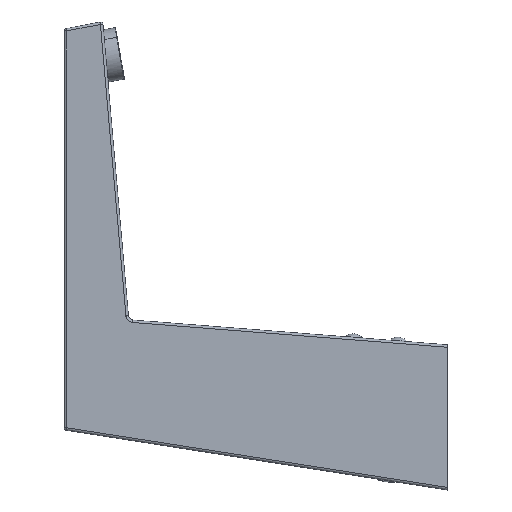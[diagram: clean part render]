
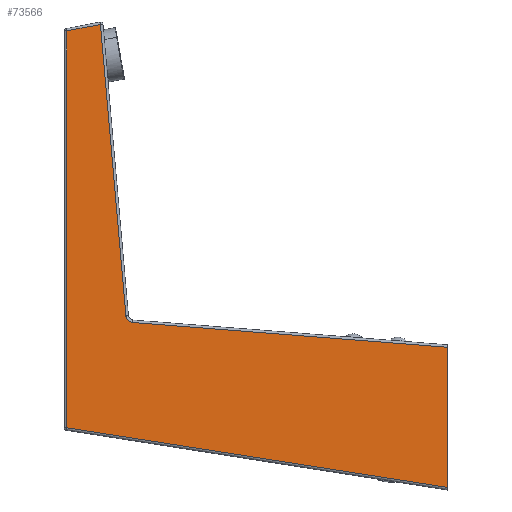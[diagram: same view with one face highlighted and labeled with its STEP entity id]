
A CAD part, left-side view. The second image highlights one B-rep face of the part: STEP entity #73566.
In plain terms, the highlighted planar face has unit normal (-1, 0.011, 0.03).
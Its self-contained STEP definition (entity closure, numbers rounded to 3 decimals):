
#2368 = DIRECTION ( 'NONE',  ( 0.031, 0.087, 0.996 ) ) ;
#2603 = LINE ( 'NONE', #61721, #4666 ) ;
#4666 = VECTOR ( 'NONE', #73966, 1000. ) ;
#7007 = CARTESIAN_POINT ( 'NONE',  ( -222.638, 479.215, 336.039 ) ) ;
#7368 = CARTESIAN_POINT ( 'NONE',  ( -223.739, 503.014, 290.958 ) ) ;
#8726 = EDGE_CURVE ( 'NONE', #84660, #66949, #15718, .T. ) ;
#12768 = ORIENTED_EDGE ( 'NONE', *, *, #21859, .T. ) ;
#13433 = ORIENTED_EDGE ( 'NONE', *, *, #61280, .T. ) ;
#14547 = VERTEX_POINT ( 'NONE', #63938 ) ;
#14727 = ORIENTED_EDGE ( 'NONE', *, *, #46007, .T. ) ;
#15337 = AXIS2_PLACEMENT_3D ( 'NONE', #36493, #62381, #29512 ) ;
#15718 = LINE ( 'NONE', #21801, #62586 ) ;
#20472 = ORIENTED_EDGE ( 'NONE', *, *, #51100, .T. ) ;
#21801 = CARTESIAN_POINT ( 'NONE',  ( -224.407, 347.219, 323.138 ) ) ;
#21859 = EDGE_CURVE ( 'NONE', #39971, #14547, #30665, .T. ) ;
#23944 = CARTESIAN_POINT ( 'NONE',  ( -226.062, 349.804, 266.995 ) ) ;
#24472 = VECTOR ( 'NONE', #79628, 1000. ) ;
#28491 =( BOUNDED_CURVE ( )  B_SPLINE_CURVE ( 3, ( #60284, #54455, #67832, #7007 ),
 .UNSPECIFIED., .F., .F. ) 
 B_SPLINE_CURVE_WITH_KNOTS ( ( 4, 4 ),
 ( 0.415, 1.82 ),
 .UNSPECIFIED. ) 
 CURVE ( )  GEOMETRIC_REPRESENTATION_ITEM ( )  RATIONAL_B_SPLINE_CURVE ( ( 1., 0.842, 0.842, 1. ) ) 
 REPRESENTATION_ITEM ( '' )  );
#29512 = DIRECTION ( 'NONE',  ( -0.01, -1., 0. ) ) ;
#30665 = LINE ( 'NONE', #82155, #85912 ) ;
#30931 = VECTOR ( 'NONE', #49086, 1000. ) ;
#33608 = DIRECTION ( 'NONE',  ( -0.03, 0., -1. ) ) ;
#35769 = VECTOR ( 'NONE', #33608, 1000. ) ;
#36095 = ORIENTED_EDGE ( 'NONE', *, *, #55869, .T. ) ;
#36212 = PLANE ( 'NONE',  #15337 ) ;
#36493 = CARTESIAN_POINT ( 'NONE',  ( -225.175, 349.304, 296.773 ) ) ;
#37203 = LINE ( 'NONE', #49943, #30931 ) ;
#39052 = ORIENTED_EDGE ( 'NONE', *, *, #8726, .T. ) ;
#39971 = VERTEX_POINT ( 'NONE', #66042 ) ;
#42208 = VERTEX_POINT ( 'NONE', #50431 ) ;
#45384 = CARTESIAN_POINT ( 'NONE',  ( -224.374, 349.804, 323.342 ) ) ;
#45862 = FACE_OUTER_BOUND ( 'NONE', #72012, .T. ) ;
#45914 = CARTESIAN_POINT ( 'NONE',  ( -226.001, 353.879, 267.634 ) ) ;
#46007 = EDGE_CURVE ( 'NONE', #66949, #39971, #28491, .T. ) ;
#49086 = DIRECTION ( 'NONE',  ( 0.03, 0., 1. ) ) ;
#49943 = CARTESIAN_POINT ( 'NONE',  ( -225.17, 349.804, 296.773 ) ) ;
#50260 = CARTESIAN_POINT ( 'NONE',  ( -222.748, 476.462, 333.31 ) ) ;
#50431 = CARTESIAN_POINT ( 'NONE',  ( -223.738, 503.014, 290.987 ) ) ;
#50592 = LINE ( 'NONE', #45914, #24472 ) ;
#51100 = EDGE_CURVE ( 'NONE', #14547, #53958, #2603, .T. ) ;
#53958 = VERTEX_POINT ( 'NONE', #74573 ) ;
#54455 = CARTESIAN_POINT ( 'NONE',  ( -222.729, 477.992, 333.43 ) ) ;
#55869 = EDGE_CURVE ( 'NONE', #53958, #42208, #56549, .T. ) ;
#56549 = LINE ( 'NONE', #7368, #35769 ) ;
#60284 = CARTESIAN_POINT ( 'NONE',  ( -222.748, 476.462, 333.31 ) ) ;
#61280 = EDGE_CURVE ( 'NONE', #76150, #84660, #37203, .T. ) ;
#61721 = CARTESIAN_POINT ( 'NONE',  ( -218.958, 503.01, 450.521 ) ) ;
#62381 = DIRECTION ( 'NONE',  ( -0.999, 0.01, 0.03 ) ) ;
#62586 = VECTOR ( 'NONE', #67527, 1000. ) ;
#63938 = CARTESIAN_POINT ( 'NONE',  ( -219.021, 489.462, 453.155 ) ) ;
#66042 = CARTESIAN_POINT ( 'NONE',  ( -222.638, 479.215, 336.039 ) ) ;
#66949 = VERTEX_POINT ( 'NONE', #50260 ) ;
#67527 = DIRECTION ( 'NONE',  ( 0.013, 0.997, 0.078 ) ) ;
#67832 = CARTESIAN_POINT ( 'NONE',  ( -222.685, 479.082, 334.511 ) ) ;
#69048 = EDGE_CURVE ( 'NONE', #42208, #76150, #50592, .T. ) ;
#72012 = EDGE_LOOP ( 'NONE', ( #84609, #13433, #39052, #14727, #12768, #20472, #36095 ) ) ;
#73566 = ADVANCED_FACE ( 'NONE', ( #45862 ), #36212, .T. ) ;
#73966 = DIRECTION ( 'NONE',  ( 0.005, 0.982, -0.191 ) ) ;
#74573 = CARTESIAN_POINT ( 'NONE',  ( -218.958, 503.014, 450.521 ) ) ;
#76150 = VERTEX_POINT ( 'NONE', #23944 ) ;
#79628 = DIRECTION ( 'NONE',  ( -0.015, -0.988, -0.155 ) ) ;
#82155 = CARTESIAN_POINT ( 'NONE',  ( -224.19, 474.817, 285.761 ) ) ;
#84609 = ORIENTED_EDGE ( 'NONE', *, *, #69048, .T. ) ;
#84660 = VERTEX_POINT ( 'NONE', #45384 ) ;
#85912 = VECTOR ( 'NONE', #2368, 1000. ) ;
